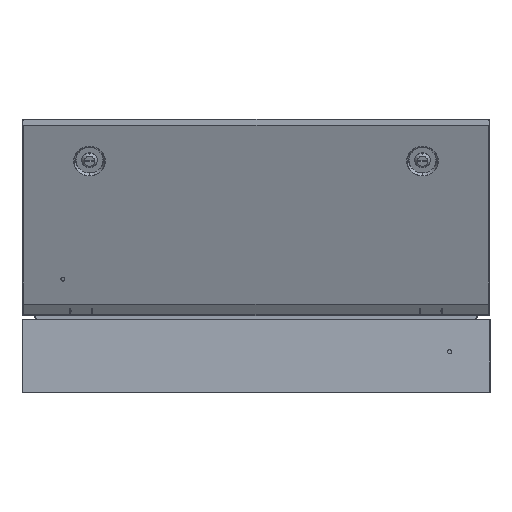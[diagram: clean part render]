
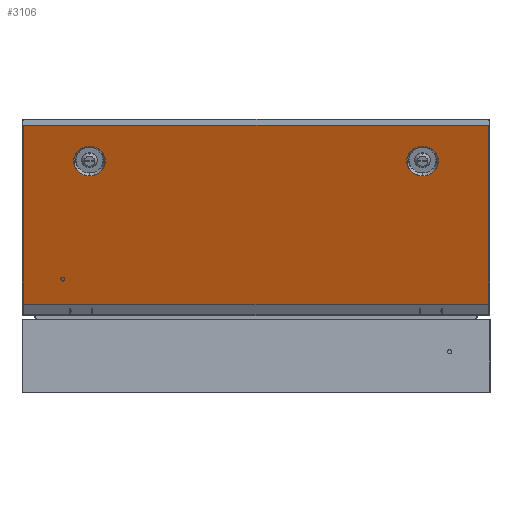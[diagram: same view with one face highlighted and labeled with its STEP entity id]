
A CAD part, left-side view. The second image highlights one B-rep face of the part: STEP entity #3106.
In plain terms, the highlighted face is planar.
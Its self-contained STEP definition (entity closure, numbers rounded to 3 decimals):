
#845 = VERTEX_POINT ( 'NONE', #12127 ) ;
#1302 = AXIS2_PLACEMENT_3D ( 'NONE', #6879, #24881, #23429 ) ;
#1804 = DIRECTION ( 'NONE',  ( 0., 0., 1. ) ) ;
#1833 = EDGE_CURVE ( 'NONE', #24837, #17738, #27269, .T. ) ;
#2893 = DIRECTION ( 'NONE',  ( -1., 0., 0. ) ) ;
#3056 = CARTESIAN_POINT ( 'NONE',  ( -153.5, -350.5, 0. ) ) ;
#3106 = ADVANCED_FACE ( 'NONE', ( #14571, #29551, #23804 ), #27655, .T. ) ;
#4177 = DIRECTION ( 'NONE',  ( -1., 0., 0. ) ) ;
#4451 = ORIENTED_EDGE ( 'NONE', *, *, #11999, .T. ) ;
#5042 = VERTEX_POINT ( 'NONE', #23531 ) ;
#5419 = ORIENTED_EDGE ( 'NONE', *, *, #12740, .F. ) ;
#5527 = DIRECTION ( 'NONE',  ( -1., 0., 0. ) ) ;
#5608 = CARTESIAN_POINT ( 'NONE',  ( -153.5, 350.5, 0. ) ) ;
#5836 = VERTEX_POINT ( 'NONE', #25007 ) ;
#5985 = EDGE_CURVE ( 'NONE', #17738, #24837, #12675, .T. ) ;
#6630 = LINE ( 'NONE', #23643, #8934 ) ;
#6879 = CARTESIAN_POINT ( 'NONE',  ( -95.5, -250.5, 0. ) ) ;
#7055 = EDGE_LOOP ( 'NONE', ( #4451, #12806, #14647, #18392 ) ) ;
#7119 = DIRECTION ( 'NONE',  ( 0., 1., 0. ) ) ;
#8557 = EDGE_LOOP ( 'NONE', ( #23695, #24313 ) ) ;
#8615 = LINE ( 'NONE', #25583, #22910 ) ;
#8934 = VECTOR ( 'NONE', #7119, 1000. ) ;
#10457 = AXIS2_PLACEMENT_3D ( 'NONE', #17495, #15068, #18451 ) ;
#11972 = VECTOR ( 'NONE', #4177, 1000. ) ;
#11999 = EDGE_CURVE ( 'NONE', #21484, #26709, #24435, .T. ) ;
#12082 = CIRCLE ( 'NONE', #1302, 23.25 ) ;
#12127 = CARTESIAN_POINT ( 'NONE',  ( -153.5, 350.5, 0. ) ) ;
#12675 = CIRCLE ( 'NONE', #24751, 23.25 ) ;
#12740 = EDGE_CURVE ( 'NONE', #20972, #5042, #28571, .T. ) ;
#12806 = ORIENTED_EDGE ( 'NONE', *, *, #25549, .T. ) ;
#13341 = DIRECTION ( 'NONE',  ( 0., 0., -1. ) ) ;
#14338 = EDGE_CURVE ( 'NONE', #845, #21484, #8615, .T. ) ;
#14571 = FACE_BOUND ( 'NONE', #14951, .T. ) ;
#14647 = ORIENTED_EDGE ( 'NONE', *, *, #24564, .T. ) ;
#14951 = EDGE_LOOP ( 'NONE', ( #5419, #23732 ) ) ;
#15068 = DIRECTION ( 'NONE',  ( 0., 0., 1. ) ) ;
#17474 = AXIS2_PLACEMENT_3D ( 'NONE', #26856, #13341, #5527 ) ;
#17495 = CARTESIAN_POINT ( 'NONE',  ( 0., 0., 0. ) ) ;
#17721 = DIRECTION ( 'NONE',  ( 1., 0., 0. ) ) ;
#17738 = VERTEX_POINT ( 'NONE', #25192 ) ;
#17850 = AXIS2_PLACEMENT_3D ( 'NONE', #28909, #1804, #18781 ) ;
#18276 = LINE ( 'NONE', #5608, #11972 ) ;
#18392 = ORIENTED_EDGE ( 'NONE', *, *, #14338, .T. ) ;
#18451 = DIRECTION ( 'NONE',  ( 1., 0., 0. ) ) ;
#18781 = DIRECTION ( 'NONE',  ( -1., 0., 0. ) ) ;
#20018 = VECTOR ( 'NONE', #17721, 1000. ) ;
#20972 = VERTEX_POINT ( 'NONE', #23379 ) ;
#21484 = VERTEX_POINT ( 'NONE', #22351 ) ;
#22351 = CARTESIAN_POINT ( 'NONE',  ( -153.5, -350.5, 0. ) ) ;
#22910 = VECTOR ( 'NONE', #23669, 1000. ) ;
#23379 = CARTESIAN_POINT ( 'NONE',  ( -72.25, -250.5, 0. ) ) ;
#23429 = DIRECTION ( 'NONE',  ( -1., 0., 0. ) ) ;
#23531 = CARTESIAN_POINT ( 'NONE',  ( -118.75, -250.5, 0. ) ) ;
#23643 = CARTESIAN_POINT ( 'NONE',  ( 133.5, 0., 0. ) ) ;
#23669 = DIRECTION ( 'NONE',  ( 0., -1., 0. ) ) ;
#23695 = ORIENTED_EDGE ( 'NONE', *, *, #1833, .T. ) ;
#23732 = ORIENTED_EDGE ( 'NONE', *, *, #24984, .F. ) ;
#23804 = FACE_OUTER_BOUND ( 'NONE', #7055, .T. ) ;
#24313 = ORIENTED_EDGE ( 'NONE', *, *, #5985, .T. ) ;
#24435 = LINE ( 'NONE', #3056, #20018 ) ;
#24564 = EDGE_CURVE ( 'NONE', #5836, #845, #18276, .T. ) ;
#24751 = AXIS2_PLACEMENT_3D ( 'NONE', #29055, #24762, #2893 ) ;
#24762 = DIRECTION ( 'NONE',  ( 0., 0., -1. ) ) ;
#24837 = VERTEX_POINT ( 'NONE', #25267 ) ;
#24881 = DIRECTION ( 'NONE',  ( 0., 0., 1. ) ) ;
#24984 = EDGE_CURVE ( 'NONE', #5042, #20972, #12082, .T. ) ;
#25007 = CARTESIAN_POINT ( 'NONE',  ( 133.5, 350.5, 0. ) ) ;
#25192 = CARTESIAN_POINT ( 'NONE',  ( -118.75, 250.5, 0. ) ) ;
#25267 = CARTESIAN_POINT ( 'NONE',  ( -72.25, 250.5, 0. ) ) ;
#25549 = EDGE_CURVE ( 'NONE', #26709, #5836, #6630, .T. ) ;
#25583 = CARTESIAN_POINT ( 'NONE',  ( -153.5, 350.5, 0. ) ) ;
#26709 = VERTEX_POINT ( 'NONE', #29335 ) ;
#26856 = CARTESIAN_POINT ( 'NONE',  ( -95.5, 250.5, 0. ) ) ;
#27269 = CIRCLE ( 'NONE', #17474, 23.25 ) ;
#27655 = PLANE ( 'NONE',  #10457 ) ;
#28571 = CIRCLE ( 'NONE', #17850, 23.25 ) ;
#28909 = CARTESIAN_POINT ( 'NONE',  ( -95.5, -250.5, 0. ) ) ;
#29055 = CARTESIAN_POINT ( 'NONE',  ( -95.5, 250.5, 0. ) ) ;
#29335 = CARTESIAN_POINT ( 'NONE',  ( 133.5, -350.5, 0. ) ) ;
#29551 = FACE_BOUND ( 'NONE', #8557, .T. ) ;
